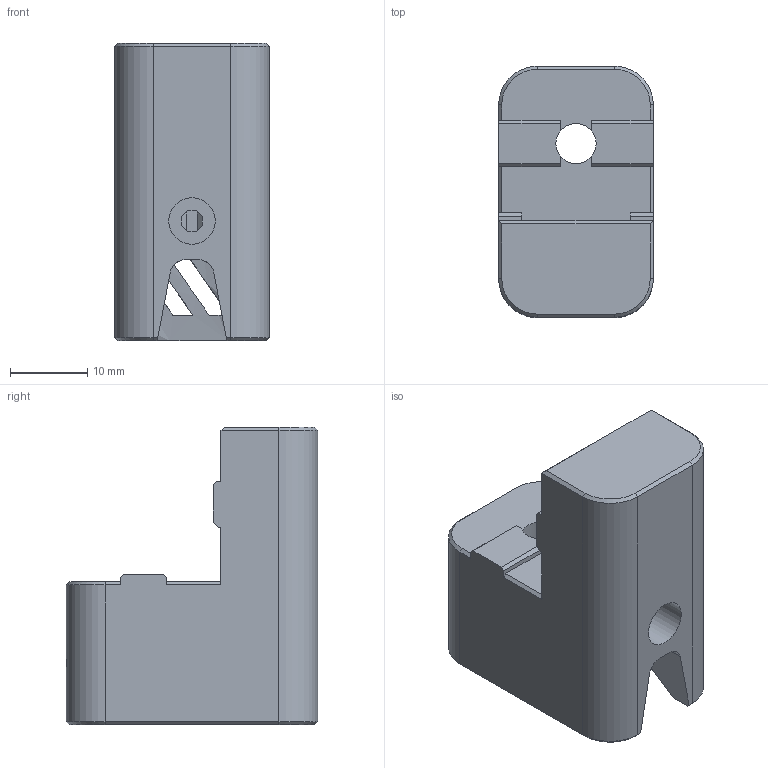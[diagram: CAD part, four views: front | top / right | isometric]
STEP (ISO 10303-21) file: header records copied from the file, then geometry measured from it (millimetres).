
FILE_DESCRIPTION(/* description */ (''),/* implementation_level */ '2;1');
FILE_NAME(/* name */ 'Z chain thermistor v6.step',/* time_stamp */ '2023-03-27T16:48:52+01:00',/* author */ (''),/* organization */ (''),/* preprocessor_version */ 'ST-DEVELOPER v19.2',/* originating_system */ 'Autodesk Translation Framework v11.17.0.187',/* authorisation */ '');
FILE_SCHEMA (('AUTOMOTIVE_DESIGN { 1 0 10303 214 3 1 1 }'));
Length unit declared in the file: millimetre
Products named in the file (1): Z chain thermistor
Bounding box: 20 x 32.5 x 38.5 mm (x, y, z)
Volume: 9968.2 mm3; surface area: 5875.7 mm2
Topology: 1 solids, 1 shells, 131 faces, 377 edges, 243 vertices
Faces by surface type: plane 110, cylinder 12, cone 8, bspline 1
Full cylindrical faces by diameter (mm): 5.2 x1, 6 x1
Entity records: 4547 total; most frequent: CARTESIAN_POINT 1063, ORIENTED_EDGE 758, DIRECTION 664, EDGE_CURVE 379, LINE 308, VECTOR 308, VERTEX_POINT 243, AXIS2_PLACEMENT_3D 178
